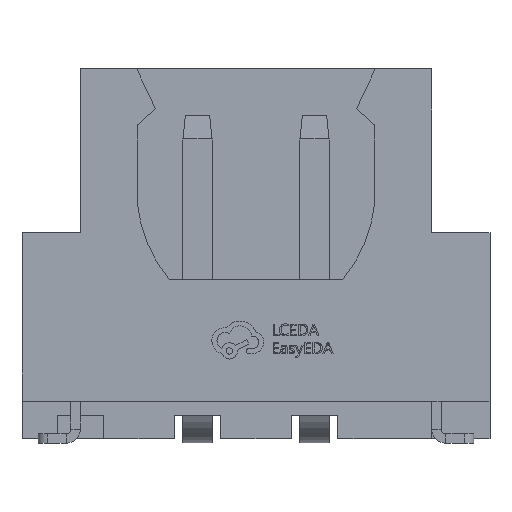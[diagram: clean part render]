
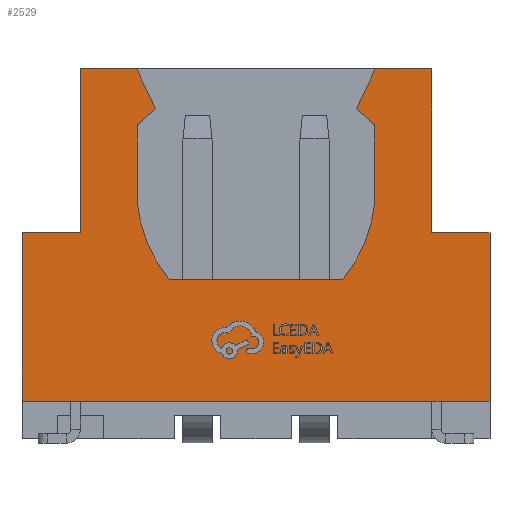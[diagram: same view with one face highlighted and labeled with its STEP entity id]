
A CAD part, front view. The second image highlights one B-rep face of the part: STEP entity #2529.
In plain terms, the highlighted planar face has unit normal (0, -1, 0).
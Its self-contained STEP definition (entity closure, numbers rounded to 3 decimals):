
#106 = EDGE_CURVE ( 'NONE', #3302, #19171, #21106, .T. ) ;
#121 = AXIS2_PLACEMENT_3D ( 'NONE', #434, #2486, #8860 ) ;
#310 = EDGE_CURVE ( 'NONE', #1313, #13241, #14721, .T. ) ;
#434 = CARTESIAN_POINT ( 'NONE',  ( -0.448, -2.975, 5.428 ) ) ;
#568 = VERTEX_POINT ( 'NONE', #17580 ) ;
#774 = CARTESIAN_POINT ( 'NONE',  ( -2.15, -2.975, 7.15 ) ) ;
#782 = LINE ( 'NONE', #12248, #3592 ) ;
#790 = VERTEX_POINT ( 'NONE', #18056 ) ;
#891 = DIRECTION ( 'NONE',  ( -0.426, 0., 0.905 ) ) ;
#944 = LINE ( 'NONE', #18941, #7000 ) ;
#1313 = VERTEX_POINT ( 'NONE', #14382 ) ;
#1484 = VECTOR ( 'NONE', #18214, 1000. ) ;
#1519 = VECTOR ( 'NONE', #5999, 1000. ) ;
#2106 = DIRECTION ( 'NONE',  ( -1., 0., 0. ) ) ;
#2366 = VERTEX_POINT ( 'NONE', #15549 ) ;
#2486 = DIRECTION ( 'NONE',  ( 0., 1., 0. ) ) ;
#2529 = ADVANCED_FACE ( 'NONE', ( #19387 ), #4633, .F. ) ;
#2695 = ORIENTED_EDGE ( 'NONE', *, *, #106, .F. ) ;
#2778 = EDGE_CURVE ( 'NONE', #4442, #3302, #4608, .T. ) ;
#2793 = ORIENTED_EDGE ( 'NONE', *, *, #16496, .F. ) ;
#2821 = VECTOR ( 'NONE', #16216, 1000. ) ;
#2873 = CARTESIAN_POINT ( 'NONE',  ( -3.75, -2.975, 8. ) ) ;
#2919 = EDGE_CURVE ( 'NONE', #13113, #3874, #18688, .T. ) ;
#3040 = CARTESIAN_POINT ( 'NONE',  ( -5., -2.975, 0.9 ) ) ;
#3043 = CARTESIAN_POINT ( 'NONE',  ( 5., -2.975, 8. ) ) ;
#3048 = EDGE_CURVE ( 'NONE', #17991, #4442, #10743, .T. ) ;
#3057 = VECTOR ( 'NONE', #18053, 1000. ) ;
#3145 = DIRECTION ( 'NONE',  ( 0., 0., -1. ) ) ;
#3217 = ORIENTED_EDGE ( 'NONE', *, *, #10681, .T. ) ;
#3272 = EDGE_CURVE ( 'NONE', #568, #19787, #5198, .T. ) ;
#3302 = VERTEX_POINT ( 'NONE', #11266 ) ;
#3592 = VECTOR ( 'NONE', #891, 1000. ) ;
#3760 = CARTESIAN_POINT ( 'NONE',  ( -5., -2.975, 0.9 ) ) ;
#3874 = VERTEX_POINT ( 'NONE', #10332 ) ;
#4035 = ORIENTED_EDGE ( 'NONE', *, *, #3272, .F. ) ;
#4192 = CIRCLE ( 'NONE', #17597, 3. ) ;
#4442 = VERTEX_POINT ( 'NONE', #7038 ) ;
#4603 = DIRECTION ( 'NONE',  ( 0., 0., 1. ) ) ;
#4608 = LINE ( 'NONE', #14971, #20961 ) ;
#4633 = PLANE ( 'NONE',  #4847 ) ;
#4847 = AXIS2_PLACEMENT_3D ( 'NONE', #6792, #13291, #19926 ) ;
#4895 = CARTESIAN_POINT ( 'NONE',  ( 5., -2.975, 4.5 ) ) ;
#5073 = EDGE_CURVE ( 'NONE', #19787, #6029, #13201, .T. ) ;
#5198 = LINE ( 'NONE', #12794, #15804 ) ;
#5404 = ORIENTED_EDGE ( 'NONE', *, *, #19366, .T. ) ;
#5740 = DIRECTION ( 'NONE',  ( 0., 0., -1. ) ) ;
#5828 = VECTOR ( 'NONE', #19626, 1000. ) ;
#5999 = DIRECTION ( 'NONE',  ( 0., 0., 1. ) ) ;
#6029 = VERTEX_POINT ( 'NONE', #10802 ) ;
#6115 = CARTESIAN_POINT ( 'NONE',  ( -2.539, -2.975, 5.15 ) ) ;
#6121 = VERTEX_POINT ( 'NONE', #13712 ) ;
#6235 = ORIENTED_EDGE ( 'NONE', *, *, #7213, .T. ) ;
#6324 = CARTESIAN_POINT ( 'NONE',  ( -5., -2.975, 8. ) ) ;
#6395 = VERTEX_POINT ( 'NONE', #3760 ) ;
#6444 = DIRECTION ( 'NONE',  ( 0.426, 0., 0.905 ) ) ;
#6792 = CARTESIAN_POINT ( 'NONE',  ( -5., -2.975, 8. ) ) ;
#7000 = VECTOR ( 'NONE', #9258, 1000. ) ;
#7038 = CARTESIAN_POINT ( 'NONE',  ( 2.15, -2.975, 7.15 ) ) ;
#7061 = VECTOR ( 'NONE', #9463, 1000. ) ;
#7213 = EDGE_CURVE ( 'NONE', #790, #13113, #18734, .T. ) ;
#7367 = DIRECTION ( 'NONE',  ( 0., -1., 0. ) ) ;
#8860 = DIRECTION ( 'NONE',  ( 0., 0., -1. ) ) ;
#9245 = CARTESIAN_POINT ( 'NONE',  ( 3.75, -2.975, 8. ) ) ;
#9258 = DIRECTION ( 'NONE',  ( 0., 0., -1. ) ) ;
#9463 = DIRECTION ( 'NONE',  ( 0., 0., -1. ) ) ;
#9725 = CARTESIAN_POINT ( 'NONE',  ( 1.85, -2.975, 3.5 ) ) ;
#10052 = CARTESIAN_POINT ( 'NONE',  ( -2.55, -2.975, 8. ) ) ;
#10306 = VECTOR ( 'NONE', #12692, 1000. ) ;
#10332 = CARTESIAN_POINT ( 'NONE',  ( -1.85, -2.975, 3.5 ) ) ;
#10376 = ORIENTED_EDGE ( 'NONE', *, *, #310, .F. ) ;
#10484 = VECTOR ( 'NONE', #18563, 1000. ) ;
#10500 = CARTESIAN_POINT ( 'NONE',  ( 2.539, -2.975, 6.8 ) ) ;
#10681 = EDGE_CURVE ( 'NONE', #6121, #19940, #19832, .T. ) ;
#10696 = ORIENTED_EDGE ( 'NONE', *, *, #11457, .F. ) ;
#10743 = LINE ( 'NONE', #10849, #10306 ) ;
#10802 = CARTESIAN_POINT ( 'NONE',  ( 5., -2.975, 0.9 ) ) ;
#10849 = CARTESIAN_POINT ( 'NONE',  ( 2.539, -2.975, 6.8 ) ) ;
#10980 = CARTESIAN_POINT ( 'NONE',  ( -5., -2.975, 4.5 ) ) ;
#11139 = CARTESIAN_POINT ( 'NONE',  ( -3.75, -2.975, 4.5 ) ) ;
#11187 = ORIENTED_EDGE ( 'NONE', *, *, #5073, .F. ) ;
#11266 = CARTESIAN_POINT ( 'NONE',  ( 2.55, -2.975, 8. ) ) ;
#11457 = EDGE_CURVE ( 'NONE', #2366, #3874, #4192, .T. ) ;
#11584 = LINE ( 'NONE', #13560, #10484 ) ;
#11601 = VERTEX_POINT ( 'NONE', #20835 ) ;
#11883 = CARTESIAN_POINT ( 'NONE',  ( -2.539, -2.975, 6.8 ) ) ;
#12248 = CARTESIAN_POINT ( 'NONE',  ( -2.15, -2.975, 7.15 ) ) ;
#12692 = DIRECTION ( 'NONE',  ( -0.743, 0., 0.669 ) ) ;
#12794 = CARTESIAN_POINT ( 'NONE',  ( 5., -2.975, 4.5 ) ) ;
#12957 = ORIENTED_EDGE ( 'NONE', *, *, #16416, .T. ) ;
#13113 = VERTEX_POINT ( 'NONE', #9725 ) ;
#13201 = LINE ( 'NONE', #3043, #20157 ) ;
#13241 = VERTEX_POINT ( 'NONE', #10052 ) ;
#13291 = DIRECTION ( 'NONE',  ( 0., 1., 0. ) ) ;
#13491 = VECTOR ( 'NONE', #4603, 1000. ) ;
#13560 = CARTESIAN_POINT ( 'NONE',  ( 2.539, -2.975, 5.15 ) ) ;
#13712 = CARTESIAN_POINT ( 'NONE',  ( -2.539, -2.975, 6.8 ) ) ;
#13779 = ORIENTED_EDGE ( 'NONE', *, *, #17111, .T. ) ;
#13898 = ORIENTED_EDGE ( 'NONE', *, *, #16996, .F. ) ;
#14219 = LINE ( 'NONE', #6115, #13491 ) ;
#14242 = VECTOR ( 'NONE', #19053, 1000. ) ;
#14382 = CARTESIAN_POINT ( 'NONE',  ( -3.75, -2.975, 8. ) ) ;
#14575 = CARTESIAN_POINT ( 'NONE',  ( 3.75, -2.975, 8. ) ) ;
#14716 = ORIENTED_EDGE ( 'NONE', *, *, #18650, .F. ) ;
#14721 = LINE ( 'NONE', #19734, #5828 ) ;
#14924 = DIRECTION ( 'NONE',  ( 1., 0., 0. ) ) ;
#14971 = CARTESIAN_POINT ( 'NONE',  ( 2.15, -2.975, 7.15 ) ) ;
#14978 = ORIENTED_EDGE ( 'NONE', *, *, #2778, .F. ) ;
#15549 = CARTESIAN_POINT ( 'NONE',  ( -2.539, -2.975, 5.15 ) ) ;
#15804 = VECTOR ( 'NONE', #14924, 1000. ) ;
#16068 = ORIENTED_EDGE ( 'NONE', *, *, #18625, .F. ) ;
#16216 = DIRECTION ( 'NONE',  ( 1., 0., 0. ) ) ;
#16284 = ORIENTED_EDGE ( 'NONE', *, *, #3048, .F. ) ;
#16416 = EDGE_CURVE ( 'NONE', #11601, #6395, #944, .T. ) ;
#16496 = EDGE_CURVE ( 'NONE', #11601, #17202, #18724, .T. ) ;
#16835 = VECTOR ( 'NONE', #2106, 1000. ) ;
#16996 = EDGE_CURVE ( 'NONE', #790, #17991, #11584, .T. ) ;
#17111 = EDGE_CURVE ( 'NONE', #19940, #13241, #782, .T. ) ;
#17202 = VERTEX_POINT ( 'NONE', #11139 ) ;
#17580 = CARTESIAN_POINT ( 'NONE',  ( 3.75, -2.975, 4.5 ) ) ;
#17597 = AXIS2_PLACEMENT_3D ( 'NONE', #20194, #7367, #5740 ) ;
#17637 = LINE ( 'NONE', #2873, #1519 ) ;
#17991 = VERTEX_POINT ( 'NONE', #10500 ) ;
#18053 = DIRECTION ( 'NONE',  ( 1., 0., 0. ) ) ;
#18056 = CARTESIAN_POINT ( 'NONE',  ( 2.539, -2.975, 5.15 ) ) ;
#18214 = DIRECTION ( 'NONE',  ( 0.743, 0., 0.669 ) ) ;
#18365 = ORIENTED_EDGE ( 'NONE', *, *, #2919, .T. ) ;
#18492 = CARTESIAN_POINT ( 'NONE',  ( -0.95, -2.975, 3.5 ) ) ;
#18563 = DIRECTION ( 'NONE',  ( 0., 0., 1. ) ) ;
#18625 = EDGE_CURVE ( 'NONE', #17202, #1313, #17637, .T. ) ;
#18650 = EDGE_CURVE ( 'NONE', #19171, #568, #19252, .T. ) ;
#18688 = LINE ( 'NONE', #18492, #16835 ) ;
#18724 = LINE ( 'NONE', #10980, #14242 ) ;
#18734 = CIRCLE ( 'NONE', #121, 3. ) ;
#18941 = CARTESIAN_POINT ( 'NONE',  ( -5., -2.975, 8. ) ) ;
#19053 = DIRECTION ( 'NONE',  ( 1., 0., 0. ) ) ;
#19171 = VERTEX_POINT ( 'NONE', #14575 ) ;
#19252 = LINE ( 'NONE', #9245, #7061 ) ;
#19366 = EDGE_CURVE ( 'NONE', #2366, #6121, #14219, .T. ) ;
#19387 = FACE_OUTER_BOUND ( 'NONE', #19934, .T. ) ;
#19626 = DIRECTION ( 'NONE',  ( 1., 0., 0. ) ) ;
#19734 = CARTESIAN_POINT ( 'NONE',  ( -5., -2.975, 8. ) ) ;
#19787 = VERTEX_POINT ( 'NONE', #4895 ) ;
#19832 = LINE ( 'NONE', #11883, #1484 ) ;
#19926 = DIRECTION ( 'NONE',  ( 0., 0., 1. ) ) ;
#19934 = EDGE_LOOP ( 'NONE', ( #6235, #18365, #10696, #5404, #3217, #13779, #10376, #16068, #2793, #12957, #21390, #11187, #4035, #14716, #2695, #14978, #16284, #13898 ) ) ;
#19940 = VERTEX_POINT ( 'NONE', #774 ) ;
#20079 = EDGE_CURVE ( 'NONE', #6395, #6029, #20951, .T. ) ;
#20157 = VECTOR ( 'NONE', #3145, 1000. ) ;
#20194 = CARTESIAN_POINT ( 'NONE',  ( 0.448, -2.975, 5.428 ) ) ;
#20835 = CARTESIAN_POINT ( 'NONE',  ( -5., -2.975, 4.5 ) ) ;
#20951 = LINE ( 'NONE', #3040, #2821 ) ;
#20961 = VECTOR ( 'NONE', #6444, 1000. ) ;
#21106 = LINE ( 'NONE', #6324, #3057 ) ;
#21390 = ORIENTED_EDGE ( 'NONE', *, *, #20079, .T. ) ;
